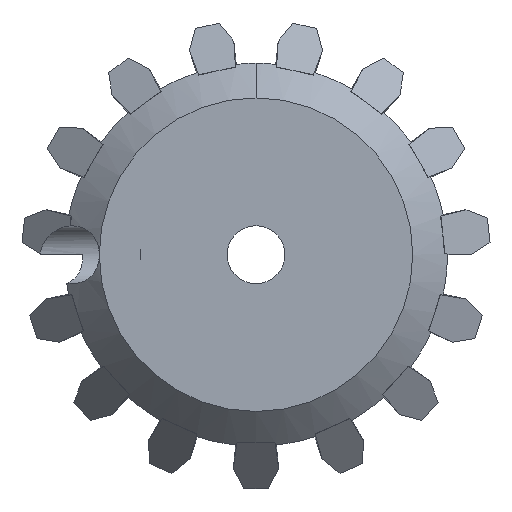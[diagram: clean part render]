
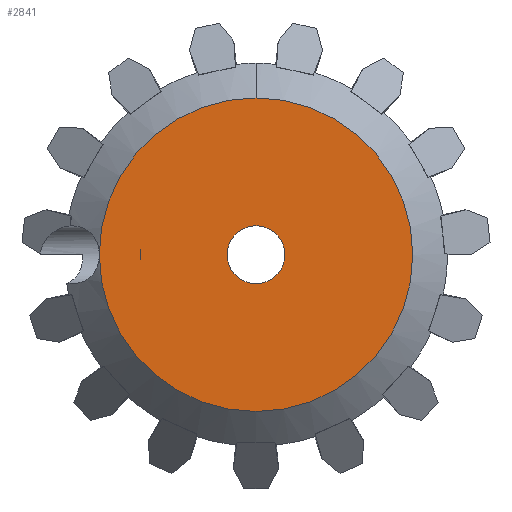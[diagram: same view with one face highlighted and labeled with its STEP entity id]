
A CAD part, front view. The second image highlights one B-rep face of the part: STEP entity #2841.
In plain terms, the highlighted planar face has unit normal (0, -1, 0).
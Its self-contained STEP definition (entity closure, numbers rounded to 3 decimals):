
#46=FACE_BOUND('',#376,.T.);
#52=PLANE('',#3094);
#216=FACE_OUTER_BOUND('',#375,.T.);
#375=EDGE_LOOP('',(#2150,#2151,#2152,#2153));
#376=EDGE_LOOP('',(#2154));
#609=CIRCLE('',#3002,16.243);
#613=CIRCLE('',#3016,3.);
#614=CIRCLE('',#3018,16.243);
#645=LINE('',#3966,#919);
#646=LINE('',#4006,#920);
#919=VECTOR('',#3216,10.);
#920=VECTOR('',#3223,10.);
#1193=VERTEX_POINT('',#3876);
#1212=VERTEX_POINT('',#3949);
#1213=VERTEX_POINT('',#3964);
#1230=VERTEX_POINT('',#4075);
#1495=EDGE_CURVE('',#1212,#1193,#609,.T.);
#1497=EDGE_CURVE('',#1213,#1212,#645,.T.);
#1504=EDGE_CURVE('',#1213,#1212,#646,.T.);
#1522=EDGE_CURVE('',#1230,#1230,#613,.T.);
#1523=EDGE_CURVE('',#1193,#1212,#614,.T.);
#2150=ORIENTED_EDGE('',*,*,#1495,.F.);
#2151=ORIENTED_EDGE('',*,*,#1497,.F.);
#2152=ORIENTED_EDGE('',*,*,#1504,.T.);
#2153=ORIENTED_EDGE('',*,*,#1523,.F.);
#2154=ORIENTED_EDGE('',*,*,#1522,.T.);
#2841=ADVANCED_FACE('',(#216,#46),#52,.T.);
#3002=AXIS2_PLACEMENT_3D('',#3962,#3210,#3211);
#3016=AXIS2_PLACEMENT_3D('',#4077,#3252,#3253);
#3018=AXIS2_PLACEMENT_3D('',#4079,#3256,#3257);
#3094=AXIS2_PLACEMENT_3D('',#4592,#3409,#3410);
#3210=DIRECTION('center_axis',(0.,1.,0.));
#3211=DIRECTION('ref_axis',(1.,0.,0.));
#3216=DIRECTION('',(-1.,0.,0.));
#3223=DIRECTION('',(-1.,0.,0.));
#3252=DIRECTION('center_axis',(0.,1.,0.));
#3253=DIRECTION('ref_axis',(1.,0.,0.));
#3256=DIRECTION('center_axis',(0.,1.,0.));
#3257=DIRECTION('ref_axis',(1.,0.,0.));
#3409=DIRECTION('center_axis',(0.,-1.,0.));
#3410=DIRECTION('ref_axis',(0.,0.,-1.));
#3876=CARTESIAN_POINT('',(0.,-28.,16.243));
#3949=CARTESIAN_POINT('',(-16.243,-28.,0.));
#3962=CARTESIAN_POINT('Origin',(0.,-28.,0.));
#3964=CARTESIAN_POINT('',(-12.,-28.,0.));
#3966=CARTESIAN_POINT('',(-12.,-28.,0.));
#4006=CARTESIAN_POINT('',(-12.,-28.,0.));
#4075=CARTESIAN_POINT('',(-3.,-28.,0.));
#4077=CARTESIAN_POINT('Origin',(0.,-28.,0.));
#4079=CARTESIAN_POINT('Origin',(0.,-28.,0.));
#4592=CARTESIAN_POINT('Origin',(0.,-28.,-16.243));
